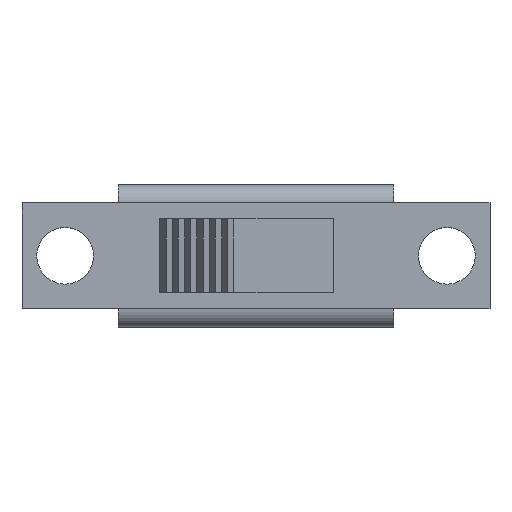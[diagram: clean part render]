
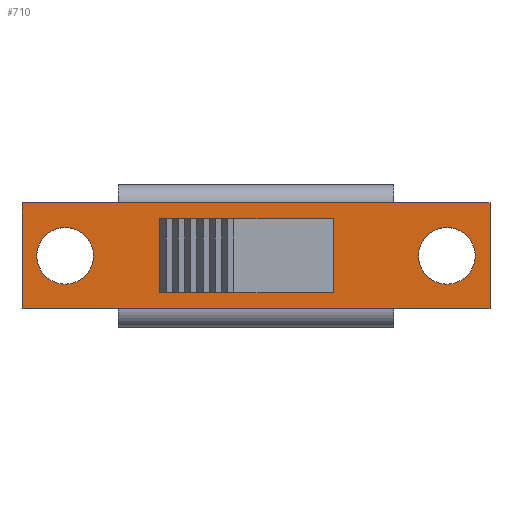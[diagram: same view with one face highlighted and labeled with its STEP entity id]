
A CAD part, top view. The second image highlights one B-rep face of the part: STEP entity #710.
In plain terms, the highlighted planar face has unit normal (0, 0, 1).
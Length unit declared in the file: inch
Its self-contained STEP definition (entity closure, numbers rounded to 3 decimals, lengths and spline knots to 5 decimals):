
#476=CARTESIAN_POINT('',(-0.03543,-0.05906,0.19685));
#477=VERTEX_POINT('',#476);
#484=CARTESIAN_POINT('',(0.12402,-0.05906,0.19685));
#485=VERTEX_POINT('',#484);
#486=CARTESIAN_POINT('',(0.12402,-0.05906,0.19685));
#487=DIRECTION('',(-1.0,0.0,0.0));
#488=VECTOR('',#487,0.15945);
#489=LINE('',#486,#488);
#490=EDGE_CURVE('',#485,#477,#489,.T.);
#576=CARTESIAN_POINT('',(-0.41142,-0.09311,0.19685));
#577=DIRECTION('',(0.0,0.0,1.0));
#578=DIRECTION('',(1.0,0.0,0.0));
#579=AXIS2_PLACEMENT_3D('',#576,#577,#578);
#580=PLANE('',#579);
#581=CARTESIAN_POINT('',(-0.22047,0.08465,0.19685));
#582=VERTEX_POINT('',#581);
#583=CARTESIAN_POINT('',(0.22047,0.08465,0.19685));
#584=VERTEX_POINT('',#583);
#585=CARTESIAN_POINT('',(-0.22047,0.08465,0.19685));
#586=DIRECTION('',(1.0,0.0,0.0));
#587=VECTOR('',#586,0.44094);
#588=LINE('',#585,#587);
#589=EDGE_CURVE('',#582,#584,#588,.T.);
#590=ORIENTED_EDGE('',*,*,#589,.F.);
#591=CARTESIAN_POINT('',(-0.37402,0.08465,0.19685));
#592=VERTEX_POINT('',#591);
#593=CARTESIAN_POINT('',(-0.22047,0.08465,0.19685));
#594=DIRECTION('',(-1.0,0.0,0.0));
#595=VECTOR('',#594,0.15354);
#596=LINE('',#593,#595);
#597=EDGE_CURVE('',#582,#592,#596,.T.);
#598=ORIENTED_EDGE('',*,*,#597,.T.);
#599=CARTESIAN_POINT('',(-0.37402,-0.08465,0.19685));
#600=VERTEX_POINT('',#599);
#601=CARTESIAN_POINT('',(-0.37402,0.08465,0.19685));
#602=DIRECTION('',(0.0,-1.0,0.0));
#603=VECTOR('',#602,0.16929);
#604=LINE('',#601,#603);
#605=EDGE_CURVE('',#592,#600,#604,.T.);
#606=ORIENTED_EDGE('',*,*,#605,.T.);
#607=CARTESIAN_POINT('',(-0.22047,-0.08465,0.19685));
#608=VERTEX_POINT('',#607);
#609=CARTESIAN_POINT('',(-0.37402,-0.08465,0.19685));
#610=DIRECTION('',(1.0,0.0,0.0));
#611=VECTOR('',#610,0.15354);
#612=LINE('',#609,#611);
#613=EDGE_CURVE('',#600,#608,#612,.T.);
#614=ORIENTED_EDGE('',*,*,#613,.T.);
#615=CARTESIAN_POINT('',(0.22047,-0.08465,0.19685));
#616=VERTEX_POINT('',#615);
#617=CARTESIAN_POINT('',(0.22047,-0.08465,0.19685));
#618=DIRECTION('',(-1.0,0.0,0.0));
#619=VECTOR('',#618,0.44094);
#620=LINE('',#617,#619);
#621=EDGE_CURVE('',#616,#608,#620,.T.);
#622=ORIENTED_EDGE('',*,*,#621,.F.);
#623=CARTESIAN_POINT('',(0.37402,-0.08465,0.19685));
#624=VERTEX_POINT('',#623);
#625=CARTESIAN_POINT('',(0.22047,-0.08465,0.19685));
#626=DIRECTION('',(1.0,0.0,0.0));
#627=VECTOR('',#626,0.15354);
#628=LINE('',#625,#627);
#629=EDGE_CURVE('',#616,#624,#628,.T.);
#630=ORIENTED_EDGE('',*,*,#629,.T.);
#631=CARTESIAN_POINT('',(0.37402,0.08465,0.19685));
#632=VERTEX_POINT('',#631);
#633=CARTESIAN_POINT('',(0.37402,-0.08465,0.19685));
#634=DIRECTION('',(0.0,1.0,0.0));
#635=VECTOR('',#634,0.16929);
#636=LINE('',#633,#635);
#637=EDGE_CURVE('',#624,#632,#636,.T.);
#638=ORIENTED_EDGE('',*,*,#637,.T.);
#639=CARTESIAN_POINT('',(0.37402,0.08465,0.19685));
#640=DIRECTION('',(-1.0,0.0,0.0));
#641=VECTOR('',#640,0.15354);
#642=LINE('',#639,#641);
#643=EDGE_CURVE('',#632,#584,#642,.T.);
#644=ORIENTED_EDGE('',*,*,#643,.T.);
#645=EDGE_LOOP('',(#590,#598,#606,#614,#622,#630,#638,#644));
#646=FACE_OUTER_BOUND('',#645,.T.);
#647=CARTESIAN_POINT('',(-0.15354,-0.05906,0.19685));
#648=VERTEX_POINT('',#647);
#649=CARTESIAN_POINT('',(-0.15354,-0.05906,0.19685));
#650=DIRECTION('',(1.0,0.0,0.0));
#651=VECTOR('',#650,0.11811);
#652=LINE('',#649,#651);
#653=EDGE_CURVE('',#648,#477,#652,.T.);
#654=ORIENTED_EDGE('',*,*,#653,.F.);
#655=CARTESIAN_POINT('',(-0.15354,0.05906,0.19685));
#656=VERTEX_POINT('',#655);
#657=CARTESIAN_POINT('',(-0.15354,0.05906,0.19685));
#658=DIRECTION('',(0.0,-1.0,0.0));
#659=VECTOR('',#658,0.11811);
#660=LINE('',#657,#659);
#661=EDGE_CURVE('',#656,#648,#660,.T.);
#662=ORIENTED_EDGE('',*,*,#661,.F.);
#663=CARTESIAN_POINT('',(-0.03543,0.05906,0.19685));
#664=VERTEX_POINT('',#663);
#665=CARTESIAN_POINT('',(-0.03543,0.05906,0.19685));
#666=DIRECTION('',(-1.0,0.0,0.0));
#667=VECTOR('',#666,0.11811);
#668=LINE('',#665,#667);
#669=EDGE_CURVE('',#664,#656,#668,.T.);
#670=ORIENTED_EDGE('',*,*,#669,.F.);
#671=CARTESIAN_POINT('',(0.12402,0.05906,0.19685));
#672=VERTEX_POINT('',#671);
#673=CARTESIAN_POINT('',(-0.03543,0.05906,0.19685));
#674=DIRECTION('',(1.0,0.0,0.0));
#675=VECTOR('',#674,0.15945);
#676=LINE('',#673,#675);
#677=EDGE_CURVE('',#664,#672,#676,.T.);
#678=ORIENTED_EDGE('',*,*,#677,.T.);
#679=CARTESIAN_POINT('',(0.12402,0.05906,0.19685));
#680=DIRECTION('',(0.0,-1.0,0.0));
#681=VECTOR('',#680,0.11811);
#682=LINE('',#679,#681);
#683=EDGE_CURVE('',#672,#485,#682,.T.);
#684=ORIENTED_EDGE('',*,*,#683,.T.);
#685=ORIENTED_EDGE('',*,*,#490,.T.);
#686=EDGE_LOOP('',(#654,#662,#670,#678,#684,#685));
#687=FACE_BOUND('',#686,.T.);
#688=CARTESIAN_POINT('',(-0.25984,0.,0.19685));
#689=VERTEX_POINT('',#688);
#690=CARTESIAN_POINT('',(-0.30512,0.,0.19685));
#691=DIRECTION('',(0.0,0.0,-1.0));
#692=DIRECTION('',(-1.0,0.0,0.0));
#693=AXIS2_PLACEMENT_3D('',#690,#691,#692);
#694=CIRCLE('',#693,0.04528);
#695=EDGE_CURVE('',#689,#689,#694,.T.);
#696=ORIENTED_EDGE('',*,*,#695,.T.);
#697=EDGE_LOOP('',(#696));
#698=FACE_BOUND('',#697,.T.);
#699=CARTESIAN_POINT('',(0.35039,0.,0.19685));
#700=VERTEX_POINT('',#699);
#701=CARTESIAN_POINT('',(0.30512,0.,0.19685));
#702=DIRECTION('',(0.0,0.0,-1.0));
#703=DIRECTION('',(-1.0,0.0,0.0));
#704=AXIS2_PLACEMENT_3D('',#701,#702,#703);
#705=CIRCLE('',#704,0.04528);
#706=EDGE_CURVE('',#700,#700,#705,.T.);
#707=ORIENTED_EDGE('',*,*,#706,.T.);
#708=EDGE_LOOP('',(#707));
#709=FACE_BOUND('',#708,.T.);
#710=ADVANCED_FACE('',(#646,#687,#698,#709),#580,.T.);
